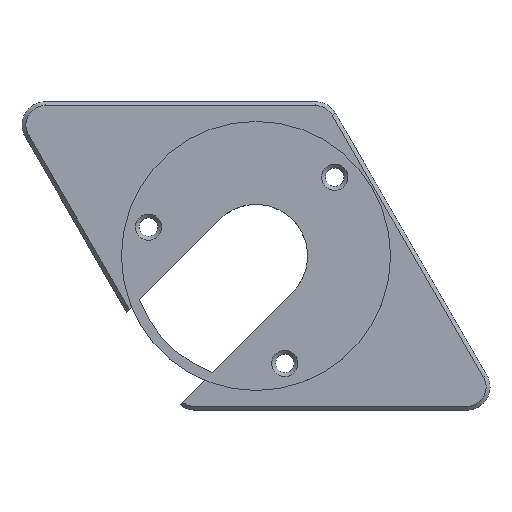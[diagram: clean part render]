
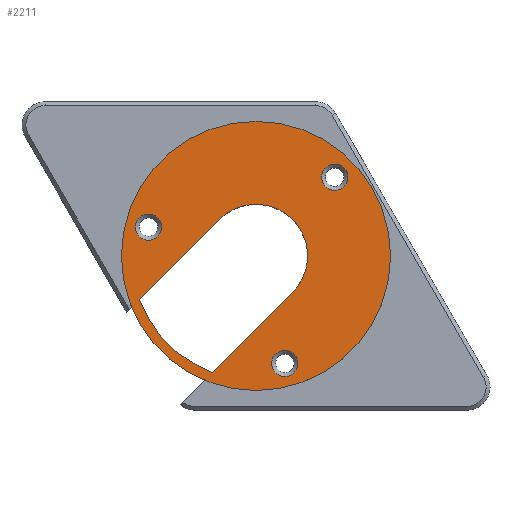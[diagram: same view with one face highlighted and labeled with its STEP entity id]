
A CAD part, top view. The second image highlights one B-rep face of the part: STEP entity #2211.
In plain terms, the highlighted planar face has unit normal (0, 0, 1).
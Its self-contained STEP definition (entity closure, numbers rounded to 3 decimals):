
#127=FACE_BOUND('',#438,.T.);
#128=FACE_BOUND('',#439,.T.);
#129=FACE_BOUND('',#440,.T.);
#130=FACE_BOUND('',#441,.T.);
#171=CIRCLE('',#2343,1.7);
#173=CIRCLE('',#2346,17.45);
#174=CIRCLE('',#2347,1.7);
#175=CIRCLE('',#2348,6.7);
#176=CIRCLE('',#2349,16.15);
#177=CIRCLE('',#2350,1.7);
#304=FACE_OUTER_BOUND('',#437,.T.);
#437=EDGE_LOOP('',(#1982));
#438=EDGE_LOOP('',(#1983));
#439=EDGE_LOOP('',(#1984,#1985,#1986,#1987));
#440=EDGE_LOOP('',(#1988));
#441=EDGE_LOOP('',(#1989));
#656=LINE('',#3914,#869);
#657=LINE('',#3917,#870);
#869=VECTOR('',#2817,10.);
#870=VECTOR('',#2820,10.);
#1071=VERTEX_POINT('',#3900);
#1073=VERTEX_POINT('',#3906);
#1074=VERTEX_POINT('',#3908);
#1075=VERTEX_POINT('',#3910);
#1076=VERTEX_POINT('',#3911);
#1077=VERTEX_POINT('',#3913);
#1078=VERTEX_POINT('',#3915);
#1079=VERTEX_POINT('',#3918);
#1376=EDGE_CURVE('',#1071,#1071,#171,.T.);
#1379=EDGE_CURVE('',#1073,#1073,#173,.T.);
#1380=EDGE_CURVE('',#1074,#1074,#174,.T.);
#1381=EDGE_CURVE('',#1075,#1076,#175,.T.);
#1382=EDGE_CURVE('',#1076,#1077,#656,.T.);
#1383=EDGE_CURVE('',#1077,#1078,#176,.T.);
#1384=EDGE_CURVE('',#1078,#1075,#657,.T.);
#1385=EDGE_CURVE('',#1079,#1079,#177,.T.);
#1982=ORIENTED_EDGE('',*,*,#1379,.T.);
#1983=ORIENTED_EDGE('',*,*,#1380,.F.);
#1984=ORIENTED_EDGE('',*,*,#1381,.T.);
#1985=ORIENTED_EDGE('',*,*,#1382,.T.);
#1986=ORIENTED_EDGE('',*,*,#1383,.T.);
#1987=ORIENTED_EDGE('',*,*,#1384,.T.);
#1988=ORIENTED_EDGE('',*,*,#1385,.F.);
#1989=ORIENTED_EDGE('',*,*,#1376,.F.);
#2099=PLANE('',#2345);
#2211=ADVANCED_FACE('',(#304,#127,#128,#129,#130),#2099,.T.);
#2343=AXIS2_PLACEMENT_3D('',#3901,#2804,#2805);
#2345=AXIS2_PLACEMENT_3D('',#3905,#2809,#2810);
#2346=AXIS2_PLACEMENT_3D('',#3907,#2811,#2812);
#2347=AXIS2_PLACEMENT_3D('',#3909,#2813,#2814);
#2348=AXIS2_PLACEMENT_3D('',#3912,#2815,#2816);
#2349=AXIS2_PLACEMENT_3D('',#3916,#2818,#2819);
#2350=AXIS2_PLACEMENT_3D('',#3919,#2821,#2822);
#2804=DIRECTION('center_axis',(0.,0.,1.));
#2805=DIRECTION('ref_axis',(-1.,0.,0.));
#2809=DIRECTION('center_axis',(0.,0.,1.));
#2810=DIRECTION('ref_axis',(1.,0.,0.));
#2811=DIRECTION('center_axis',(0.,0.,1.));
#2812=DIRECTION('ref_axis',(1.,0.,0.));
#2813=DIRECTION('center_axis',(0.,0.,1.));
#2814=DIRECTION('ref_axis',(-1.,0.,0.));
#2815=DIRECTION('center_axis',(0.,0.,-1.));
#2816=DIRECTION('ref_axis',(1.,0.,0.));
#2817=DIRECTION('',(-0.707,-0.707,0.));
#2818=DIRECTION('center_axis',(0.,0.,-1.));
#2819=DIRECTION('ref_axis',(-0.937,-0.35,0.));
#2820=DIRECTION('',(0.707,0.707,0.));
#2821=DIRECTION('center_axis',(0.,0.,1.));
#2822=DIRECTION('ref_axis',(-1.,0.,0.));
#3900=CARTESIAN_POINT('',(-12.242,3.736,7.1));
#3901=CARTESIAN_POINT('Origin',(-13.942,3.736,7.1));
#3905=CARTESIAN_POINT('Origin',(0.,0.,7.1));
#3906=CARTESIAN_POINT('',(-17.45,0.,7.1));
#3907=CARTESIAN_POINT('Origin',(0.,0.,7.1));
#3908=CARTESIAN_POINT('',(11.906,10.206,7.1));
#3909=CARTESIAN_POINT('Origin',(10.206,10.206,7.1));
#3910=CARTESIAN_POINT('',(-4.738,4.738,7.1));
#3911=CARTESIAN_POINT('',(4.738,-4.738,7.1));
#3912=CARTESIAN_POINT('Origin',(0.,0.,7.1));
#3913=CARTESIAN_POINT('',(-5.653,-15.128,7.1));
#3914=CARTESIAN_POINT('',(4.738,-4.738,7.1));
#3915=CARTESIAN_POINT('',(-15.128,-5.653,7.1));
#3916=CARTESIAN_POINT('Origin',(0.,0.,7.1));
#3917=CARTESIAN_POINT('',(-4.738,4.738,7.1));
#3918=CARTESIAN_POINT('',(5.436,-13.942,7.1));
#3919=CARTESIAN_POINT('Origin',(3.736,-13.942,7.1));
